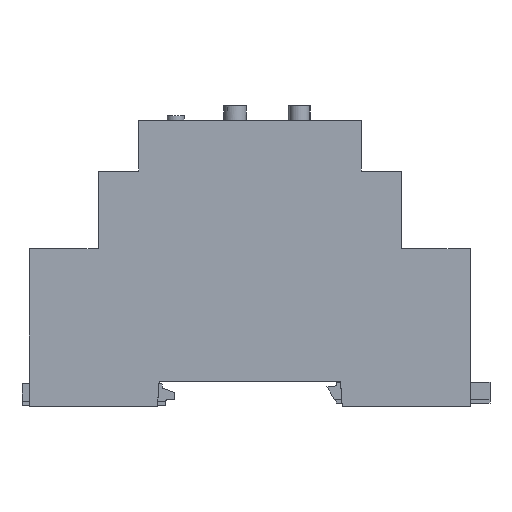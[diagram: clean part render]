
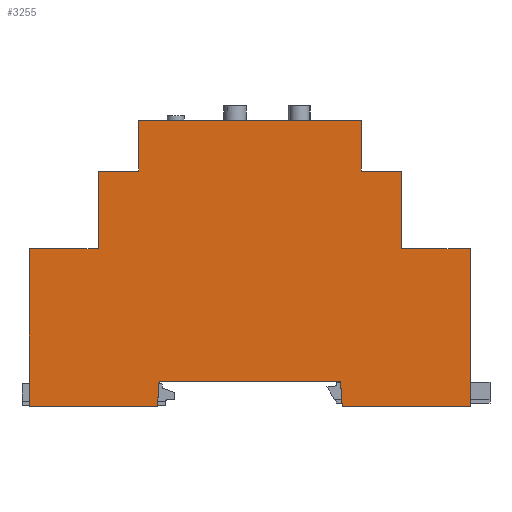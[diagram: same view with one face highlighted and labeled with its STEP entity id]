
A CAD part, left-side view. The second image highlights one B-rep face of the part: STEP entity #3255.
In plain terms, the highlighted planar face has unit normal (-1, 0, 0).
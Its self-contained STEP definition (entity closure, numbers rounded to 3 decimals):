
#3255=ADVANCED_FACE('',(#9110),#9112,.T.);
#9110=FACE_BOUND('',#9111,.T.);
#9111=EDGE_LOOP('',(#14298,#14299,#14300,#14301,#14302,#14303,#14304,#14305,#14306,
#14307,#14308,#14309,#14310,#14311,#14312,#14313));
#9112=PLANE('',#9113);
#9113=AXIS2_PLACEMENT_3D('',#9114,#9115,#9116);
#9114=CARTESIAN_POINT('',(-17.5,0.,0.));
#9115=DIRECTION('',(-1.,0.,0.));
#9116=DIRECTION('',(0.,0.,-1.));
#14298=ORIENTED_EDGE('',*,*,#17677,.T.);
#14299=ORIENTED_EDGE('',*,*,#17678,.T.);
#14300=ORIENTED_EDGE('',*,*,#17679,.T.);
#14301=ORIENTED_EDGE('',*,*,#17680,.T.);
#14302=ORIENTED_EDGE('',*,*,#17681,.T.);
#14303=ORIENTED_EDGE('',*,*,#17682,.T.);
#14304=ORIENTED_EDGE('',*,*,#17683,.T.);
#14305=ORIENTED_EDGE('',*,*,#17684,.T.);
#14306=ORIENTED_EDGE('',*,*,#17685,.T.);
#14307=ORIENTED_EDGE('',*,*,#17686,.T.);
#14308=ORIENTED_EDGE('',*,*,#17687,.T.);
#14309=ORIENTED_EDGE('',*,*,#17503,.T.);
#14310=ORIENTED_EDGE('',*,*,#17676,.T.);
#14311=ORIENTED_EDGE('',*,*,#17688,.T.);
#14312=ORIENTED_EDGE('',*,*,#17689,.T.);
#14313=ORIENTED_EDGE('',*,*,#17690,.T.);
#17503=EDGE_CURVE('',#20436,#20434,#20437,.T.);
#17676=EDGE_CURVE('',#20434,#20763,#20765,.T.);
#17677=EDGE_CURVE('',#20766,#20767,#20768,.T.);
#17678=EDGE_CURVE('',#20767,#20769,#20770,.T.);
#17679=EDGE_CURVE('',#20769,#20771,#20772,.T.);
#17680=EDGE_CURVE('',#20771,#20773,#20774,.T.);
#17681=EDGE_CURVE('',#20773,#20775,#20776,.T.);
#17682=EDGE_CURVE('',#20775,#20777,#20778,.T.);
#17683=EDGE_CURVE('',#20777,#20779,#20780,.T.);
#17684=EDGE_CURVE('',#20779,#20781,#20782,.T.);
#17685=EDGE_CURVE('',#20781,#20783,#20784,.T.);
#17686=EDGE_CURVE('',#20783,#20785,#20786,.T.);
#17687=EDGE_CURVE('',#20785,#20436,#20787,.T.);
#17688=EDGE_CURVE('',#20763,#20788,#20789,.T.);
#17689=EDGE_CURVE('',#20788,#20790,#20791,.T.);
#17690=EDGE_CURVE('',#20790,#20766,#20792,.T.);
#20434=VERTEX_POINT('',#26398);
#20436=VERTEX_POINT('',#26402);
#20437=LINE('',#26403,#26404);
#20763=VERTEX_POINT('',#27181);
#20765=LINE('',#27185,#27186);
#20766=VERTEX_POINT('',#27188);
#20767=VERTEX_POINT('',#27189);
#20768=LINE('',#27190,#27191);
#20769=VERTEX_POINT('',#27193);
#20770=LINE('',#27194,#27195);
#20771=VERTEX_POINT('',#27197);
#20772=LINE('',#27198,#27199);
#20773=VERTEX_POINT('',#27201);
#20774=LINE('',#27202,#27203);
#20775=VERTEX_POINT('',#27205);
#20776=LINE('',#27206,#27207);
#20777=VERTEX_POINT('',#27209);
#20778=LINE('',#27210,#27211);
#20779=VERTEX_POINT('',#27213);
#20780=LINE('',#27214,#27215);
#20781=VERTEX_POINT('',#27217);
#20782=LINE('',#27218,#27219);
#20783=VERTEX_POINT('',#27221);
#20784=LINE('',#27222,#27223);
#20785=VERTEX_POINT('',#27225);
#20786=LINE('',#27226,#27227);
#20787=LINE('',#27229,#27230);
#20788=VERTEX_POINT('',#27232);
#20789=LINE('',#27233,#27234);
#20790=VERTEX_POINT('',#27236);
#20791=LINE('',#27237,#27238);
#20792=LINE('',#27240,#27241);
#26398=CARTESIAN_POINT('',(-17.5,22.5,52.804));
#26402=CARTESIAN_POINT('',(-17.5,-22.5,52.804));
#26403=CARTESIAN_POINT('',(-17.5,-22.5,52.804));
#26404=VECTOR('',#26405,1.);
#26405=DIRECTION('',(0.,1.,0.));
#27181=CARTESIAN_POINT('',(-17.5,22.5,42.606));
#27185=CARTESIAN_POINT('',(-17.5,22.5,52.804));
#27186=VECTOR('',#27187,1.);
#27187=DIRECTION('',(0.,0.,-1.));
#27188=CARTESIAN_POINT('',(-17.5,44.6,26.878));
#27189=CARTESIAN_POINT('',(-17.5,44.6,-4.987));
#27190=CARTESIAN_POINT('',(-17.5,44.6,26.878));
#27191=VECTOR('',#27192,1.);
#27192=DIRECTION('',(0.,0.,-1.));
#27193=CARTESIAN_POINT('',(-17.5,18.7,-4.987));
#27194=CARTESIAN_POINT('',(-17.5,44.6,-4.987));
#27195=VECTOR('',#27196,1.);
#27196=DIRECTION('',(0.,-1.,0.));
#27197=CARTESIAN_POINT('',(-17.5,18.351,0.));
#27198=CARTESIAN_POINT('',(-17.5,18.7,-4.987));
#27199=VECTOR('',#27200,1.);
#27200=DIRECTION('',(0.,-0.07,0.998));
#27201=CARTESIAN_POINT('',(-17.5,-18.351,0.));
#27202=CARTESIAN_POINT('',(-17.5,18.351,0.));
#27203=VECTOR('',#27204,1.);
#27204=DIRECTION('',(0.,-1.,0.));
#27205=CARTESIAN_POINT('',(-17.5,-18.7,-4.987));
#27206=CARTESIAN_POINT('',(-17.5,-18.351,0.));
#27207=VECTOR('',#27208,1.);
#27208=DIRECTION('',(0.,-0.07,-0.998));
#27209=CARTESIAN_POINT('',(-17.5,-44.6,-4.987));
#27210=CARTESIAN_POINT('',(-17.5,-18.7,-4.987));
#27211=VECTOR('',#27212,1.);
#27212=DIRECTION('',(0.,-1.,0.));
#27213=CARTESIAN_POINT('',(-17.5,-44.6,26.878));
#27214=CARTESIAN_POINT('',(-17.5,-44.6,-4.987));
#27215=VECTOR('',#27216,1.);
#27216=DIRECTION('',(0.,0.,1.));
#27217=CARTESIAN_POINT('',(-17.5,-30.7,26.878));
#27218=CARTESIAN_POINT('',(-17.5,-44.6,26.878));
#27219=VECTOR('',#27220,1.);
#27220=DIRECTION('',(0.,1.,0.));
#27221=CARTESIAN_POINT('',(-17.5,-30.7,42.606));
#27222=CARTESIAN_POINT('',(-17.5,-30.7,26.878));
#27223=VECTOR('',#27224,1.);
#27224=DIRECTION('',(0.,0.,1.));
#27225=CARTESIAN_POINT('',(-17.5,-22.5,42.606));
#27226=CARTESIAN_POINT('',(-17.5,-30.7,42.606));
#27227=VECTOR('',#27228,1.);
#27228=DIRECTION('',(0.,1.,0.));
#27229=CARTESIAN_POINT('',(-17.5,-22.5,42.606));
#27230=VECTOR('',#27231,1.);
#27231=DIRECTION('',(0.,0.,1.));
#27232=CARTESIAN_POINT('',(-17.5,30.7,42.606));
#27233=CARTESIAN_POINT('',(-17.5,22.5,42.606));
#27234=VECTOR('',#27235,1.);
#27235=DIRECTION('',(0.,1.,0.));
#27236=CARTESIAN_POINT('',(-17.5,30.7,26.878));
#27237=CARTESIAN_POINT('',(-17.5,30.7,42.606));
#27238=VECTOR('',#27239,1.);
#27239=DIRECTION('',(0.,0.,-1.));
#27240=CARTESIAN_POINT('',(-17.5,30.7,26.878));
#27241=VECTOR('',#27242,1.);
#27242=DIRECTION('',(0.,1.,0.));
